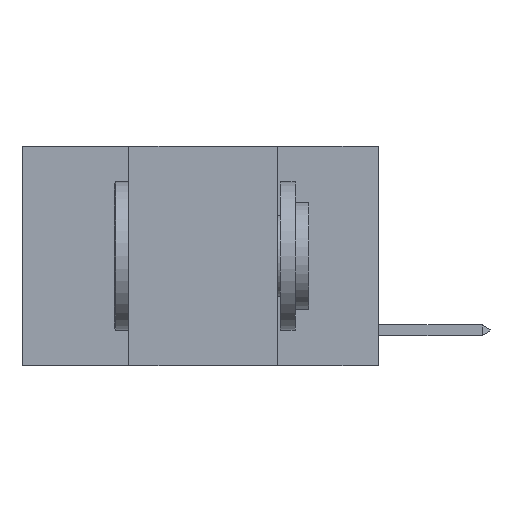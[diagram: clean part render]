
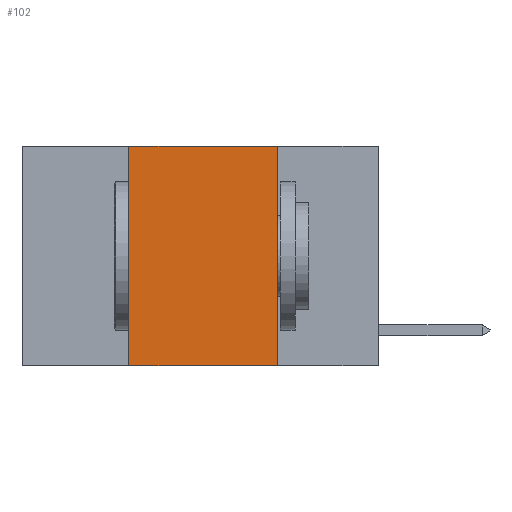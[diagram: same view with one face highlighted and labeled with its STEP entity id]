
A CAD part, left-side view. The second image highlights one B-rep face of the part: STEP entity #102.
In plain terms, the highlighted planar face has unit normal (-1, 0, 0).
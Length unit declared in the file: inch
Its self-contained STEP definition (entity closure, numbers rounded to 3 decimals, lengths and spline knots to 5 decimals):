
#102 = ADVANCED_FACE ( 'NONE', ( #2506 ), #3593, .F. ) ;
#111 = ORIENTED_EDGE ( 'NONE', *, *, #1831, .T. ) ;
#114 = LINE ( 'NONE', #11106, #4062 ) ;
#882 = CARTESIAN_POINT ( 'NONE',  ( 0., 0.6, -0.37 ) ) ;
#1319 = LINE ( 'NONE', #4982, #4971 ) ;
#1831 = EDGE_CURVE ( 'NONE', #10335, #11568, #9152, .T. ) ;
#2506 = FACE_OUTER_BOUND ( 'NONE', #6860, .T. ) ;
#2976 = EDGE_CURVE ( 'NONE', #7243, #10301, #1319, .T. ) ;
#3200 = ORIENTED_EDGE ( 'NONE', *, *, #8299, .F. ) ;
#3290 = DIRECTION ( 'NONE',  ( 0., 0., -1. ) ) ;
#3593 = PLANE ( 'NONE',  #11019 ) ;
#3939 = CARTESIAN_POINT ( 'NONE',  ( 0., 0.42, -0.37 ) ) ;
#4062 = VECTOR ( 'NONE', #6607, 39.37008 ) ;
#4105 = DIRECTION ( 'NONE',  ( 0., -1., 0. ) ) ;
#4230 = VECTOR ( 'NONE', #9865, 39.37008 ) ;
#4387 = EDGE_CURVE ( 'NONE', #10335, #7243, #114, .T. ) ;
#4971 = VECTOR ( 'NONE', #4105, 39.37008 ) ;
#4982 = CARTESIAN_POINT ( 'NONE',  ( 0., 0.6, 0. ) ) ;
#5403 = DIRECTION ( 'NONE',  ( 1., 0., 0. ) ) ;
#5716 = ORIENTED_EDGE ( 'NONE', *, *, #4387, .F. ) ;
#6607 = DIRECTION ( 'NONE',  ( 0., 0., 1. ) ) ;
#6860 = EDGE_LOOP ( 'NONE', ( #3200, #8613, #5716, #111 ) ) ;
#7243 = VERTEX_POINT ( 'NONE', #9327 ) ;
#7281 = CARTESIAN_POINT ( 'NONE',  ( 0., 0.6, 0. ) ) ;
#7559 = CARTESIAN_POINT ( 'NONE',  ( 0., 0.17, 0. ) ) ;
#8000 = CARTESIAN_POINT ( 'NONE',  ( 0., 0.17, 0. ) ) ;
#8204 = CARTESIAN_POINT ( 'NONE',  ( 0., 0.17, -0.37 ) ) ;
#8232 = VECTOR ( 'NONE', #3290, 39.37008 ) ;
#8299 = EDGE_CURVE ( 'NONE', #10301, #11568, #8855, .T. ) ;
#8613 = ORIENTED_EDGE ( 'NONE', *, *, #2976, .F. ) ;
#8855 = LINE ( 'NONE', #8000, #8232 ) ;
#9152 = LINE ( 'NONE', #882, #4230 ) ;
#9327 = CARTESIAN_POINT ( 'NONE',  ( 0., 0.42, 0. ) ) ;
#9865 = DIRECTION ( 'NONE',  ( 0., -1., 0. ) ) ;
#9874 = DIRECTION ( 'NONE',  ( 0., 0., -1. ) ) ;
#10301 = VERTEX_POINT ( 'NONE', #7559 ) ;
#10335 = VERTEX_POINT ( 'NONE', #3939 ) ;
#11019 = AXIS2_PLACEMENT_3D ( 'NONE', #7281, #5403, #9874 ) ;
#11106 = CARTESIAN_POINT ( 'NONE',  ( 0., 0.42, 0. ) ) ;
#11568 = VERTEX_POINT ( 'NONE', #8204 ) ;
